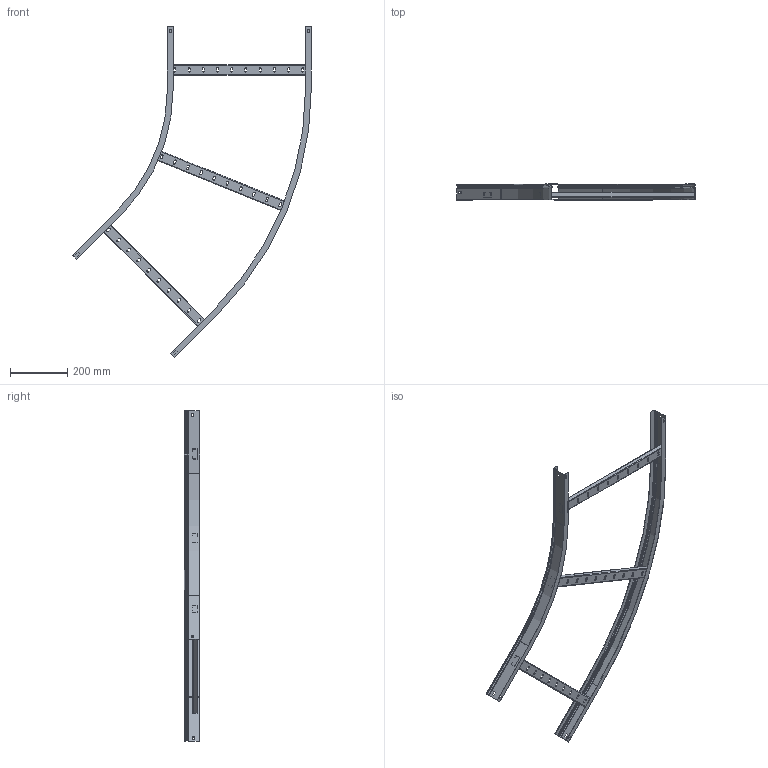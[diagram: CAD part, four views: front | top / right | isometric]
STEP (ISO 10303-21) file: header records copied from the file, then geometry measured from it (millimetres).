
FILE_DESCRIPTION (( 'STEP AP214' ), '1' );
FILE_NAME ('CPG05-4--03.STEP', '2021-03-08T15:35:31', ( '' ), ( '' ), 'SwSTEP 2.0', 'SolidWorks 2017', '' );
FILE_SCHEMA (( 'AUTOMOTIVE_DESIGN' ));
Length unit declared in the file: millimetre
Products named in the file (4): ÊÈÂÀ  195.08.01 Ëîíæåðîí áàçîâûé-00_-00; CPG05-4--03; 嗜吕 195.08.02 祟礞屦铐 铗忮蝽-00_-03; ÊÈÂÀ 095.00.03 Ïëàíêà ïîïåðå÷íàÿ-00_-04
Assembly tree (5 placements, depth 2):
  CPG05-4--03
    ÊÈÂÀ  195.08.01 Ëîíæåðîí áàçîâûé-00_-00
    ÊÈÂÀ 095.00.03 Ïëàíêà ïîïåðå÷íàÿ-00_-04  x3
    嗜吕 195.08.02 祟礞屦铐 铗忮蝽-00_-03
Bounding box: 829.78 x 55 x 1149.82 mm (x, y, z)
Volume: 396505.6 mm3; surface area: 672498.3 mm2
Topology: 5 solids, 5 shells, 434 faces, 1048 edges, 624 vertices
Faces by surface type: plane 282, cylinder 128, torus 16, cone 8
Entity records: 8006 total; most frequent: DIRECTION 1392, CARTESIAN_POINT 1326, ORIENTED_EDGE 1312, EDGE_CURVE 656, VECTOR 492, LINE 492, AXIS2_PLACEMENT_3D 450, VERTEX_POINT 384
